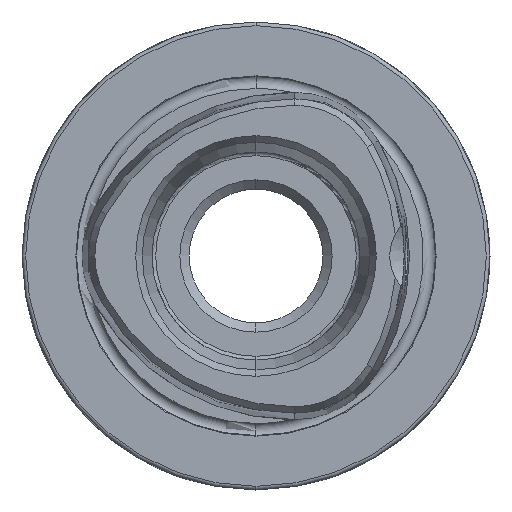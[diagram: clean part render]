
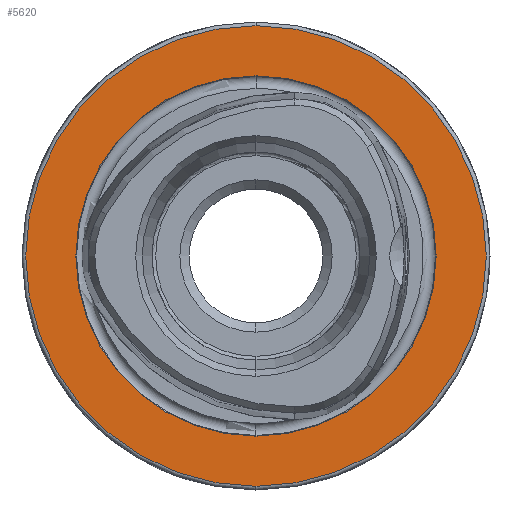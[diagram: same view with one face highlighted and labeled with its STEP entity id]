
A CAD part, left-side view. The second image highlights one B-rep face of the part: STEP entity #5620.
In plain terms, the highlighted planar face has unit normal (-1, 0, 0).
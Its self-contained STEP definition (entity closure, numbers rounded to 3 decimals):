
#33 = EDGE_CURVE ( 'NONE', #3584, #6854, #3941, .T. ) ;
#120 = CARTESIAN_POINT ( 'NONE',  ( 0., 0., 0. ) ) ;
#432 = CARTESIAN_POINT ( 'NONE',  ( 0., 0., 0. ) ) ;
#618 = CARTESIAN_POINT ( 'NONE',  ( 0., 0., 0. ) ) ;
#850 = CARTESIAN_POINT ( 'NONE',  ( 0., 24.25, 0. ) ) ;
#1189 = DIRECTION ( 'NONE',  ( 0., 0., 1. ) ) ;
#1398 = CARTESIAN_POINT ( 'NONE',  ( 0., 0., 24.25 ) ) ;
#1641 = ORIENTED_EDGE ( 'NONE', *, *, #6339, .T. ) ;
#1933 = AXIS2_PLACEMENT_3D ( 'NONE', #432, #3829, #4930 ) ;
#2557 = EDGE_CURVE ( 'NONE', #4242, #4146, #2820, .T. ) ;
#2820 = CIRCLE ( 'NONE', #1933, 24.25 ) ;
#2927 = FACE_BOUND ( 'NONE', #5693, .T. ) ;
#3205 = PLANE ( 'NONE',  #5593 ) ;
#3276 = DIRECTION ( 'NONE',  ( 0., 0., -1. ) ) ;
#3293 = EDGE_CURVE ( 'NONE', #4146, #4242, #7076, .T. ) ;
#3584 = VERTEX_POINT ( 'NONE', #4842 ) ;
#3599 = DIRECTION ( 'NONE',  ( 0., 0., 1. ) ) ;
#3794 = CARTESIAN_POINT ( 'NONE',  ( 0., 0., -31. ) ) ;
#3829 = DIRECTION ( 'NONE',  ( -1., 0., 0. ) ) ;
#3941 = CIRCLE ( 'NONE', #4796, 31. ) ;
#4059 = DIRECTION ( 'NONE',  ( -1., 0., 0. ) ) ;
#4117 = DIRECTION ( 'NONE',  ( -1., 0., 0. ) ) ;
#4146 = VERTEX_POINT ( 'NONE', #5415 ) ;
#4242 = VERTEX_POINT ( 'NONE', #1398 ) ;
#4250 = ORIENTED_EDGE ( 'NONE', *, *, #33, .T. ) ;
#4278 = DIRECTION ( 'NONE',  ( 1., 0., 0. ) ) ;
#4796 = AXIS2_PLACEMENT_3D ( 'NONE', #120, #4117, #3599 ) ;
#4842 = CARTESIAN_POINT ( 'NONE',  ( 0., 0., 31. ) ) ;
#4930 = DIRECTION ( 'NONE',  ( 0., 0., 1. ) ) ;
#5415 = CARTESIAN_POINT ( 'NONE',  ( 0., 0., -24.25 ) ) ;
#5441 = DIRECTION ( 'NONE',  ( -1., 0., 0. ) ) ;
#5593 = AXIS2_PLACEMENT_3D ( 'NONE', #850, #4278, #3276 ) ;
#5620 = ADVANCED_FACE ( 'NONE', ( #2927, #5756 ), #3205, .F. ) ;
#5693 = EDGE_LOOP ( 'NONE', ( #7222, #6688 ) ) ;
#5756 = FACE_OUTER_BOUND ( 'NONE', #6081, .T. ) ;
#6064 = DIRECTION ( 'NONE',  ( 0., 0., 1. ) ) ;
#6081 = EDGE_LOOP ( 'NONE', ( #4250, #1641 ) ) ;
#6279 = AXIS2_PLACEMENT_3D ( 'NONE', #618, #4059, #1189 ) ;
#6339 = EDGE_CURVE ( 'NONE', #6854, #3584, #6868, .T. ) ;
#6587 = CARTESIAN_POINT ( 'NONE',  ( 0., 0., 0. ) ) ;
#6688 = ORIENTED_EDGE ( 'NONE', *, *, #3293, .F. ) ;
#6854 = VERTEX_POINT ( 'NONE', #3794 ) ;
#6868 = CIRCLE ( 'NONE', #7041, 31. ) ;
#7041 = AXIS2_PLACEMENT_3D ( 'NONE', #6587, #5441, #6064 ) ;
#7076 = CIRCLE ( 'NONE', #6279, 24.25 ) ;
#7222 = ORIENTED_EDGE ( 'NONE', *, *, #2557, .F. ) ;
